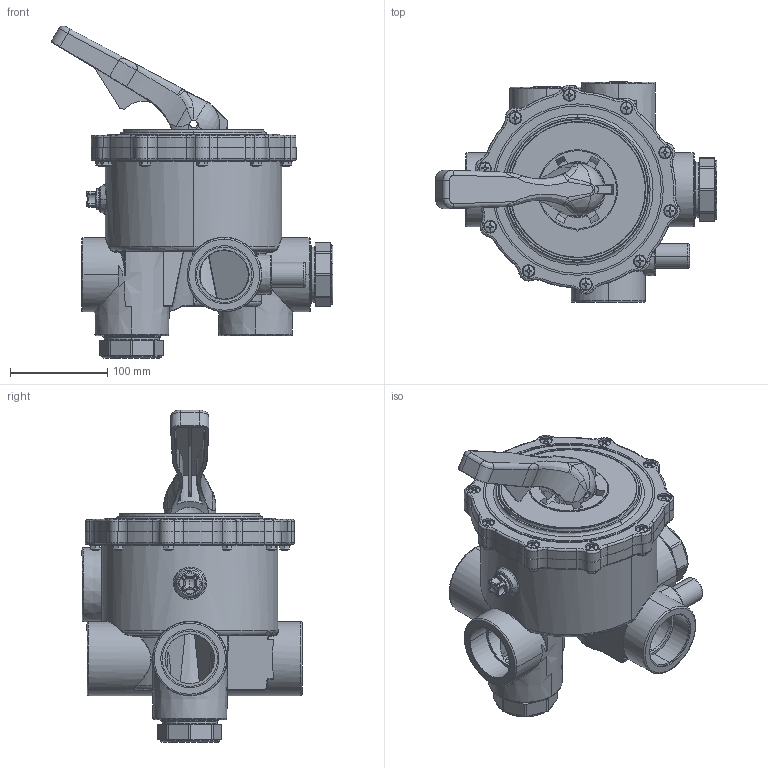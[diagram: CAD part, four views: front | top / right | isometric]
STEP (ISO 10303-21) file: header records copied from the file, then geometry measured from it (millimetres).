
FILE_DESCRIPTION((''),'2;1');
FILE_NAME('BWVL-MPV-U_ASM','2020-02-11T13:07:46',('atoral'),('CEPEX'),'CREO PARAMETRIC BY PTC INC, 2019080','CREO PARAMETRIC BY PTC INC, 2019080','');
FILE_SCHEMA(('CONFIG_CONTROL_DESIGN'));
Products named in the file (18): BWVLMPVU-0110; 00600-0001; 00600-0002; 7230130025; 19028-0103; BWVLMPVU-0110_ASM; 07441-0204; 00600-0207; 14905-0201; 00600-0203; 07441-0100_ASM; 7220160040; 07441-0002; BWVLMPVU-0201; 7013206027; 7014306000; 0519806; BWVL-MPV-U_ASM
Assembly tree (36 placements, depth 3):
  BWVL-MPV-U_ASM
    BWVLMPVU-0110_ASM
      BWVLMPVU-0110
      00600-0001
      00600-0002
      7230130025
      19028-0103
    07441-0100_ASM
      07441-0204
      00600-0207
      14905-0201
      00600-0203
    7220160040
    07441-0002
    BWVLMPVU-0201
    7013206027  x10
    7014306000  x10
    0519806  x2
Bounding box: 289.21 x 226.5 x 340.78 mm (x, y, z)
Volume: 2324817.8 mm3; surface area: 668603.3 mm2
Topology: 34 solids, 52 shells, 2142 faces, 5492 edges, 3499 vertices
Faces by surface type: cylinder 747, plane 712, torus 330, cone 155, bspline 145, sphere 53
Entity records: 64065 total; most frequent: CARTESIAN_POINT 26345, ORIENTED_EDGE 7896, DIRECTION 7855, EDGE_CURVE 3966, AXIS2_PLACEMENT_3D 3106, VERTEX_POINT 2533, EDGE_LOOP 1693, VECTOR 1643
